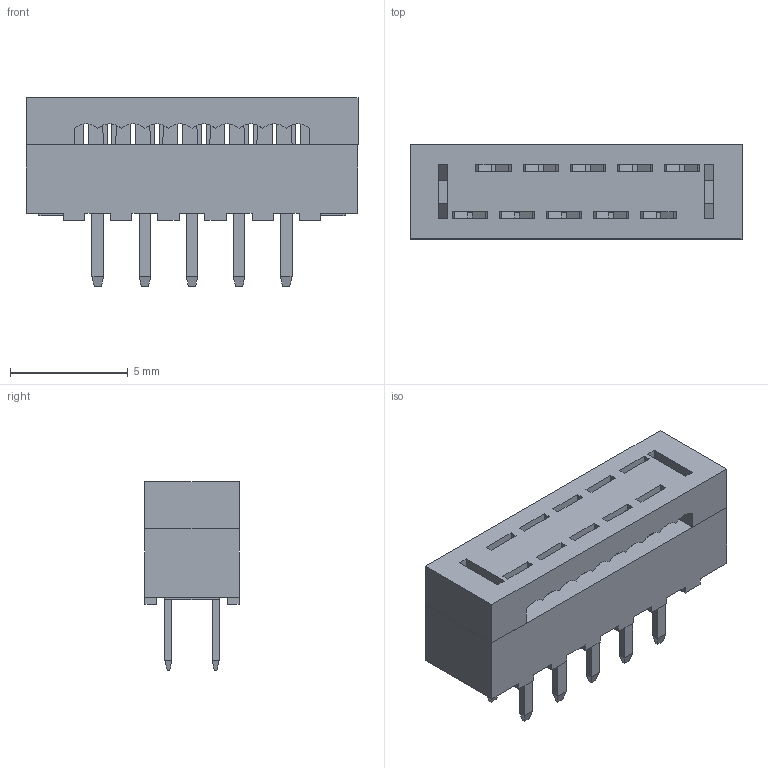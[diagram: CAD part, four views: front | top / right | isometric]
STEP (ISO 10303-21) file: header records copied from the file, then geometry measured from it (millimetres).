
FILE_DESCRIPTION( ( 'Unknown' ), '1' );
FILE_NAME( '62501022323.stp', 'Unknown', ( 'Unknown' ), ( 'Unknown' ), 'PSStep 15.0.49', 'Unknown', ' ' );
FILE_SCHEMA( ( 'AUTOMOTIVE_DESIGN { 1 0 10303 214 1 1 1 1 }' ) );
Length unit declared in the file: millimetre
Products named in the file (4): Assem1; 62501022323; 6250xx22323_PIN; 6250xx22323_PAD
Assembly tree (12 placements, depth 2):
  Assem1
    62501022323
    6250xx22323_PIN  x10
    6250xx22323_PAD
Bounding box: 14.1 x 4 x 8 mm (x, y, z)
Volume: 237.1 mm3; surface area: 760.8 mm2
Topology: 12 solids, 12 shells, 409 faces, 1145 edges, 748 vertices
Faces by surface type: plane 389, cylinder 20
Entity records: 10493 total; most frequent: CARTESIAN_POINT 1505, ORIENTED_EDGE 1498, DIRECTION 1345, EDGE_CURVE 749, LINE 673, VECTOR 673, VERTEX_POINT 496, AXIS2_PLACEMENT_3D 336
